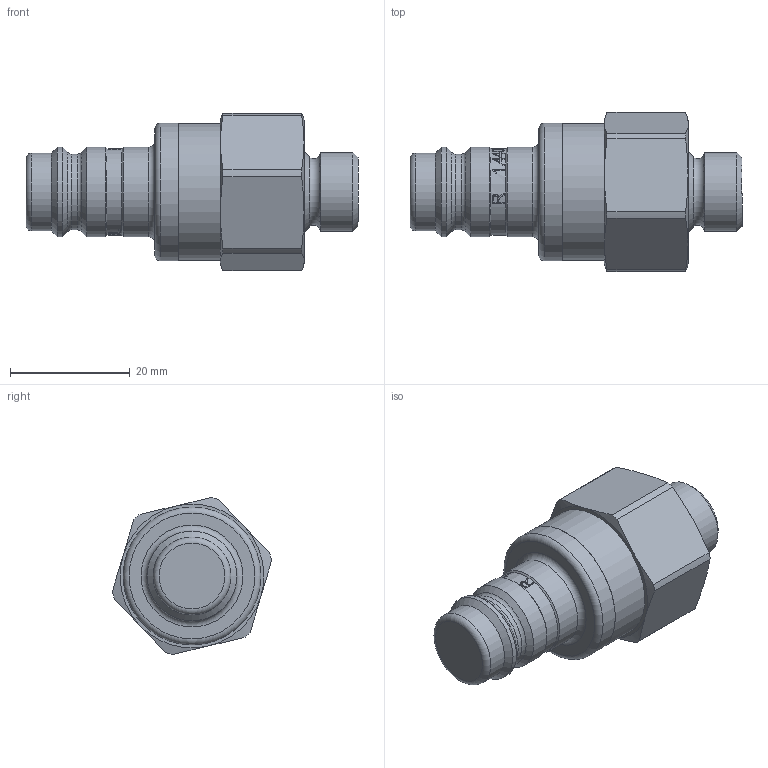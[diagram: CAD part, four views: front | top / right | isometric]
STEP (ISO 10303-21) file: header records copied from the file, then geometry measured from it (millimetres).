
FILE_DESCRIPTION((''),'2;1');
FILE_NAME('27sbaw13evx.stp','2013-10-09T10:25:20',('IA176480'),(''),'Autodesk Inventor 2013','Autodesk Inventor 2013','');
FILE_SCHEMA(('AUTOMOTIVE_DESIGN { 1 0 10303 214 1 1 1 1 }'));
Length unit declared in the file: millimetre
Products named in the file (1): D107965
Bounding box: 55.4 x 26.57 x 26.24 mm (x, y, z)
Volume: 15895.4 mm3; surface area: 4963 mm2
Topology: 1 solids, 3 shells, 245 faces, 611 edges, 396 vertices
Faces by surface type: plane 99, bspline 74, cylinder 42, cone 24, torus 6
Full cylindrical faces by diameter (mm): 12.65 x1, 13 x1, 13.157 x1, 14.5 x1, 15 x3, 18.5 x1, 18.857 x1, 19 x2, 20.3 x1, 22.8 x1, 23 x1
Entity records: 25879 total; most frequent: CARTESIAN_POINT 20542, ORIENTED_EDGE 1150, DIRECTION 795, EDGE_CURVE 575, VERTEX_POINT 392, EDGE_LOOP 305, AXIS2_PLACEMENT_3D 291, FACE_OUTER_BOUND 245
